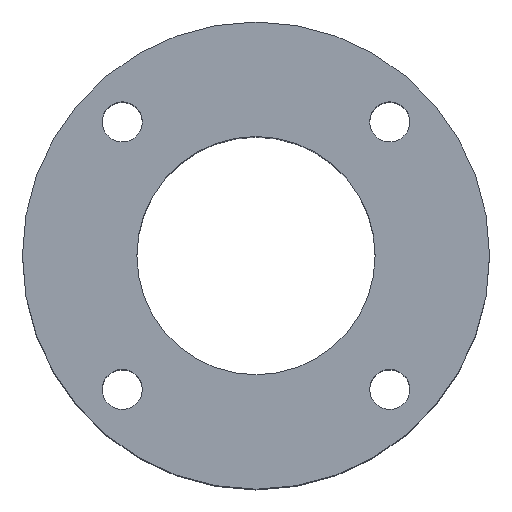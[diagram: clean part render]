
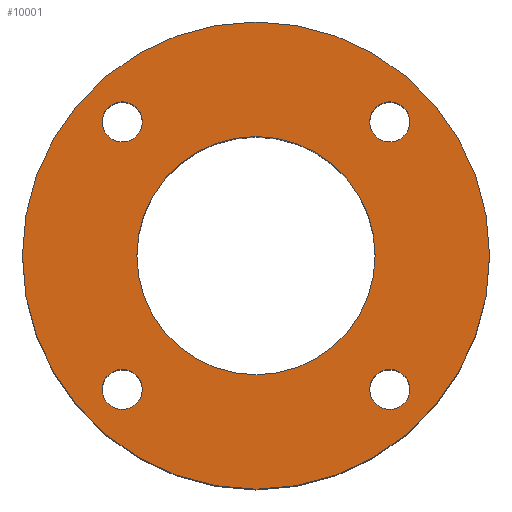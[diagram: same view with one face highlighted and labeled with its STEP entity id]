
A CAD part, top view. The second image highlights one B-rep face of the part: STEP entity #10001.
In plain terms, the highlighted planar face has unit normal (0, 0, 1).
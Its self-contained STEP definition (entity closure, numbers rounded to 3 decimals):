
#9 = ORIENTED_EDGE ( 'NONE', *, *, #24140, .T. ) ;
#59 = CARTESIAN_POINT ( 'NONE',  ( 60.104, 60.104, 0. ) ) ;
#100 = DIRECTION ( 'NONE',  ( 0., 0., 1. ) ) ;
#244 = DIRECTION ( 'NONE',  ( 1., 0., 0. ) ) ;
#366 = CIRCLE ( 'NONE', #10446, 9. ) ;
#1148 = FACE_BOUND ( 'NONE', #4822, .T. ) ;
#1395 = DIRECTION ( 'NONE',  ( 1., 0., 0. ) ) ;
#1508 = DIRECTION ( 'NONE',  ( -1., 0., 0. ) ) ;
#1521 = VERTEX_POINT ( 'NONE', #11705 ) ;
#1524 = EDGE_LOOP ( 'NONE', ( #9, #27020 ) ) ;
#1880 = DIRECTION ( 'NONE',  ( 0., 1., 0. ) ) ;
#1961 = EDGE_CURVE ( 'NONE', #16933, #26684, #12065, .T. ) ;
#1966 = VERTEX_POINT ( 'NONE', #15839 ) ;
#2303 = AXIS2_PLACEMENT_3D ( 'NONE', #10471, #17386, #28223 ) ;
#2654 = DIRECTION ( 'NONE',  ( -1., 0., 0. ) ) ;
#2822 = ORIENTED_EDGE ( 'NONE', *, *, #26144, .F. ) ;
#3010 = CARTESIAN_POINT ( 'NONE',  ( 0., 0., 0. ) ) ;
#3026 = DIRECTION ( 'NONE',  ( 1., 0., 0. ) ) ;
#3131 = DIRECTION ( 'NONE',  ( 0., -1., 0. ) ) ;
#3210 = DIRECTION ( 'NONE',  ( 0., 0., 1. ) ) ;
#3288 = DIRECTION ( 'NONE',  ( 0., 0., 1. ) ) ;
#3712 = AXIS2_PLACEMENT_3D ( 'NONE', #14216, #11958, #244 ) ;
#4184 = VERTEX_POINT ( 'NONE', #13383 ) ;
#4223 = CARTESIAN_POINT ( 'NONE',  ( 105., 0., 0. ) ) ;
#4276 = DIRECTION ( 'NONE',  ( 0., 0., 1. ) ) ;
#4381 = VERTEX_POINT ( 'NONE', #11090 ) ;
#4822 = EDGE_LOOP ( 'NONE', ( #17895, #27320 ) ) ;
#4989 = CARTESIAN_POINT ( 'NONE',  ( 60.104, 60.104, 0. ) ) ;
#5268 = DIRECTION ( 'NONE',  ( 0., 0., 1. ) ) ;
#5284 = DIRECTION ( 'NONE',  ( 0., 0., 1. ) ) ;
#5679 = ORIENTED_EDGE ( 'NONE', *, *, #9397, .F. ) ;
#6490 = CARTESIAN_POINT ( 'NONE',  ( 51.104, -60.104, 0. ) ) ;
#6579 = CIRCLE ( 'NONE', #29137, 9. ) ;
#7129 = CARTESIAN_POINT ( 'NONE',  ( 60.104, -60.104, 0. ) ) ;
#7775 = VERTEX_POINT ( 'NONE', #21659 ) ;
#8011 = AXIS2_PLACEMENT_3D ( 'NONE', #3010, #5268, #14413 ) ;
#8094 = EDGE_CURVE ( 'NONE', #23805, #4184, #27171, .T. ) ;
#8115 = DIRECTION ( 'NONE',  ( 0., 0., 1. ) ) ;
#8497 = DIRECTION ( 'NONE',  ( 0., 0., 1. ) ) ;
#9002 = AXIS2_PLACEMENT_3D ( 'NONE', #24391, #3210, #1395 ) ;
#9397 = EDGE_CURVE ( 'NONE', #26684, #16933, #17076, .T. ) ;
#9577 = CARTESIAN_POINT ( 'NONE',  ( -60.104, -60.104, 0. ) ) ;
#10001 = ADVANCED_FACE ( 'NONE', ( #23996, #12859, #19046, #1148, #16786, #26409 ), #21453, .F. ) ;
#10088 = VERTEX_POINT ( 'NONE', #17673 ) ;
#10446 = AXIS2_PLACEMENT_3D ( 'NONE', #17443, #17143, #1508 ) ;
#10471 = CARTESIAN_POINT ( 'NONE',  ( 0., 53.55, 0. ) ) ;
#10741 = EDGE_CURVE ( 'NONE', #1521, #14406, #20496, .T. ) ;
#10831 = CIRCLE ( 'NONE', #11290, 9. ) ;
#10871 = CIRCLE ( 'NONE', #22858, 105. ) ;
#11090 = CARTESIAN_POINT ( 'NONE',  ( -69.104, -60.104, 0. ) ) ;
#11240 = CARTESIAN_POINT ( 'NONE',  ( -51.104, 60.104, 0. ) ) ;
#11290 = AXIS2_PLACEMENT_3D ( 'NONE', #59, #4276, #20795 ) ;
#11378 = CARTESIAN_POINT ( 'NONE',  ( 69.104, 60.104, 0. ) ) ;
#11480 = ORIENTED_EDGE ( 'NONE', *, *, #8094, .F. ) ;
#11705 = CARTESIAN_POINT ( 'NONE',  ( -105., 0., 0. ) ) ;
#11958 = DIRECTION ( 'NONE',  ( 0., 0., 1. ) ) ;
#12065 = CIRCLE ( 'NONE', #15438, 9. ) ;
#12482 = DIRECTION ( 'NONE',  ( 1., 0., 0. ) ) ;
#12859 = FACE_BOUND ( 'NONE', #26156, .T. ) ;
#12931 = ORIENTED_EDGE ( 'NONE', *, *, #28035, .F. ) ;
#13004 = CARTESIAN_POINT ( 'NONE',  ( -60.104, 60.104, 0. ) ) ;
#13323 = AXIS2_PLACEMENT_3D ( 'NONE', #7129, #18706, #27881 ) ;
#13383 = CARTESIAN_POINT ( 'NONE',  ( 69.104, -60.104, 0. ) ) ;
#14128 = AXIS2_PLACEMENT_3D ( 'NONE', #9577, #100, #2654 ) ;
#14216 = CARTESIAN_POINT ( 'NONE',  ( 0., 0., 0. ) ) ;
#14406 = VERTEX_POINT ( 'NONE', #4223 ) ;
#14413 = DIRECTION ( 'NONE',  ( 1., 0., 0. ) ) ;
#15438 = AXIS2_PLACEMENT_3D ( 'NONE', #27137, #8497, #1880 ) ;
#15459 = VERTEX_POINT ( 'NONE', #11378 ) ;
#15839 = CARTESIAN_POINT ( 'NONE',  ( -51.104, -60.104, 0. ) ) ;
#16786 = FACE_BOUND ( 'NONE', #21054, .T. ) ;
#16933 = VERTEX_POINT ( 'NONE', #29014 ) ;
#17076 = CIRCLE ( 'NONE', #28616, 9. ) ;
#17143 = DIRECTION ( 'NONE',  ( 0., 0., 1. ) ) ;
#17386 = DIRECTION ( 'NONE',  ( 0., 0., -1. ) ) ;
#17443 = CARTESIAN_POINT ( 'NONE',  ( -60.104, -60.104, 0. ) ) ;
#17673 = CARTESIAN_POINT ( 'NONE',  ( 53.55, 0., 0. ) ) ;
#17818 = DIRECTION ( 'NONE',  ( 0., 1., 0. ) ) ;
#17895 = ORIENTED_EDGE ( 'NONE', *, *, #21576, .F. ) ;
#18126 = EDGE_CURVE ( 'NONE', #1966, #4381, #22753, .T. ) ;
#18240 = ORIENTED_EDGE ( 'NONE', *, *, #26968, .F. ) ;
#18521 = AXIS2_PLACEMENT_3D ( 'NONE', #19206, #3288, #3131 ) ;
#18706 = DIRECTION ( 'NONE',  ( 0., 0., 1. ) ) ;
#19046 = FACE_BOUND ( 'NONE', #19560, .T. ) ;
#19206 = CARTESIAN_POINT ( 'NONE',  ( 60.104, -60.104, 0. ) ) ;
#19560 = EDGE_LOOP ( 'NONE', ( #5679, #27369 ) ) ;
#19916 = DIRECTION ( 'NONE',  ( 0., 0., 1. ) ) ;
#20496 = CIRCLE ( 'NONE', #8011, 105. ) ;
#20795 = DIRECTION ( 'NONE',  ( 1., 0., 0. ) ) ;
#21054 = EDGE_LOOP ( 'NONE', ( #18240, #2822 ) ) ;
#21453 = PLANE ( 'NONE',  #2303 ) ;
#21576 = EDGE_CURVE ( 'NONE', #15459, #7775, #10831, .T. ) ;
#21659 = CARTESIAN_POINT ( 'NONE',  ( 51.104, 60.104, 0. ) ) ;
#21675 = VERTEX_POINT ( 'NONE', #24937 ) ;
#21944 = CIRCLE ( 'NONE', #3712, 53.55 ) ;
#22298 = EDGE_LOOP ( 'NONE', ( #12931, #11480 ) ) ;
#22649 = ORIENTED_EDGE ( 'NONE', *, *, #18126, .F. ) ;
#22753 = CIRCLE ( 'NONE', #14128, 9. ) ;
#22858 = AXIS2_PLACEMENT_3D ( 'NONE', #23470, #8115, #12482 ) ;
#22988 = ORIENTED_EDGE ( 'NONE', *, *, #27324, .F. ) ;
#23405 = CIRCLE ( 'NONE', #9002, 53.55 ) ;
#23470 = CARTESIAN_POINT ( 'NONE',  ( 0., 0., 0. ) ) ;
#23805 = VERTEX_POINT ( 'NONE', #6490 ) ;
#23996 = FACE_BOUND ( 'NONE', #22298, .T. ) ;
#24140 = EDGE_CURVE ( 'NONE', #14406, #1521, #10871, .T. ) ;
#24391 = CARTESIAN_POINT ( 'NONE',  ( 0., 0., 0. ) ) ;
#24937 = CARTESIAN_POINT ( 'NONE',  ( -53.55, 0., 0. ) ) ;
#25682 = EDGE_CURVE ( 'NONE', #7775, #15459, #6579, .T. ) ;
#26144 = EDGE_CURVE ( 'NONE', #21675, #10088, #21944, .T. ) ;
#26156 = EDGE_LOOP ( 'NONE', ( #22649, #22988 ) ) ;
#26409 = FACE_OUTER_BOUND ( 'NONE', #1524, .T. ) ;
#26684 = VERTEX_POINT ( 'NONE', #11240 ) ;
#26968 = EDGE_CURVE ( 'NONE', #10088, #21675, #23405, .T. ) ;
#27020 = ORIENTED_EDGE ( 'NONE', *, *, #10741, .T. ) ;
#27137 = CARTESIAN_POINT ( 'NONE',  ( -60.104, 60.104, 0. ) ) ;
#27171 = CIRCLE ( 'NONE', #18521, 9. ) ;
#27320 = ORIENTED_EDGE ( 'NONE', *, *, #25682, .F. ) ;
#27324 = EDGE_CURVE ( 'NONE', #4381, #1966, #366, .T. ) ;
#27369 = ORIENTED_EDGE ( 'NONE', *, *, #1961, .F. ) ;
#27881 = DIRECTION ( 'NONE',  ( 0., -1., 0. ) ) ;
#28035 = EDGE_CURVE ( 'NONE', #4184, #23805, #28645, .T. ) ;
#28223 = DIRECTION ( 'NONE',  ( -1., 0., 0. ) ) ;
#28616 = AXIS2_PLACEMENT_3D ( 'NONE', #13004, #19916, #17818 ) ;
#28645 = CIRCLE ( 'NONE', #13323, 9. ) ;
#29014 = CARTESIAN_POINT ( 'NONE',  ( -69.104, 60.104, 0. ) ) ;
#29137 = AXIS2_PLACEMENT_3D ( 'NONE', #4989, #5284, #3026 ) ;
